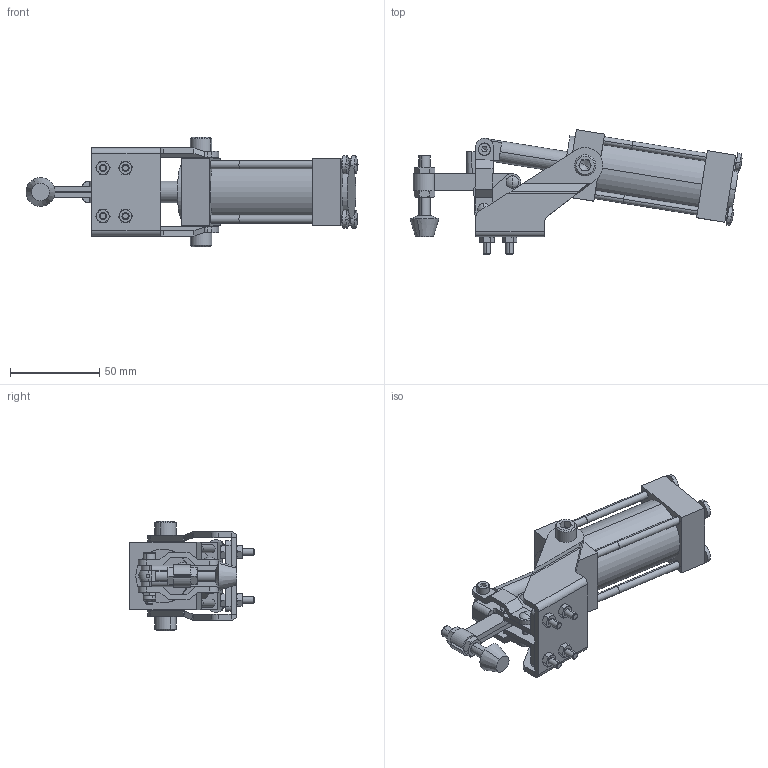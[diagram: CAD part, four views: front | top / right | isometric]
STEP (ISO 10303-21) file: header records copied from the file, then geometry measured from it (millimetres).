
FILE_DESCRIPTION (( 'STEP AP214' ), '1' );
FILE_NAME ('GH-12050-A(Â²¤Æ).STEP', '2020-07-23T06:20:43', ( 'LinWei' ), ( '' ), 'SwSTEP 2.0', 'SolidWorks 2016', '' );
FILE_SCHEMA (( 'AUTOMOTIVE_DESIGN' ));
Length unit declared in the file: millimetre
Products named in the file (8): 12050A-CYLINDER-1^GH-12050-A(簡化); 11205008-1^GH-12050-A(簡化); Group7^GH-12050-A(簡化); Group5^GH-12050-A(簡化); Group4^GH-12050-A(簡化); Group2^GH-12050-A(簡化); Group1^GH-12050-A(簡化); GH-12050-A(簡化)
Assembly tree (7 placements, depth 2):
  GH-12050-A(簡化)
    Group1^GH-12050-A(簡化)
    Group2^GH-12050-A(簡化)
    Group4^GH-12050-A(簡化)
    Group5^GH-12050-A(簡化)
    Group7^GH-12050-A(簡化)
    11205008-1^GH-12050-A(簡化)
    12050A-CYLINDER-1^GH-12050-A(簡化)
Bounding box: 185.93 x 69.83 x 61.27 mm (x, y, z)
Volume: 128692.2 mm3; surface area: 61337.9 mm2
Topology: 9 solids, 11 shells, 799 faces, 1880 edges, 1139 vertices
Faces by surface type: plane 366, cylinder 205, cone 186, torus 20, sphere 14, bspline 8
Entity records: 27463 total; most frequent: CARTESIAN_POINT 5398, DIRECTION 3950, ORIENTED_EDGE 3728, EDGE_CURVE 1864, AXIS2_PLACEMENT_3D 1559, VERTEX_POINT 1139, EDGE_LOOP 891, LINE 832
